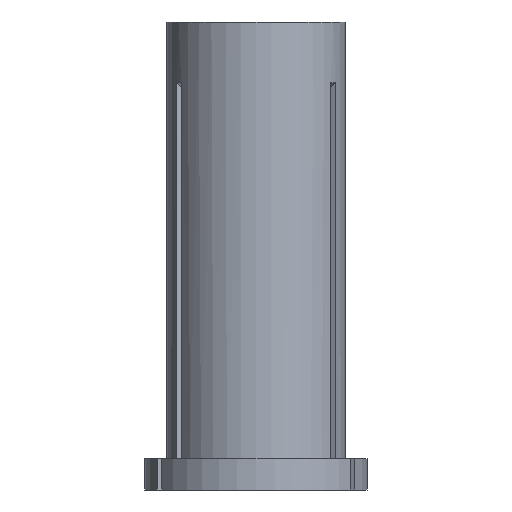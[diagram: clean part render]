
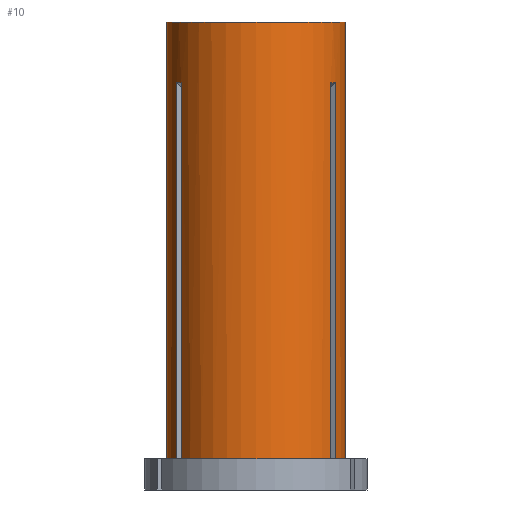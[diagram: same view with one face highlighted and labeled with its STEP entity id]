
A CAD part, front view. The second image highlights one B-rep face of the part: STEP entity #10.
In plain terms, the highlighted cylindrical face has radius 10 mm (diameter 20 mm), a partial arc.
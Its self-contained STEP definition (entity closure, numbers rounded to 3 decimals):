
#3 = EDGE_LOOP ( 'NONE', ( #174, #1025, #18, #742, #717, #1112, #703, #757, #769, #943, #936, #849 ) ) ;
#7 = CARTESIAN_POINT ( 'NONE',  ( 8.664, -5.002, -6.806 ) ) ;
#10 = ADVANCED_FACE ( 'NONE', ( #358 ), #373, .T. ) ;
#11 = CARTESIAN_POINT ( 'NONE',  ( 10., 0., 0. ) ) ;
#17 = LINE ( 'NONE', #296, #1095 ) ;
#18 = ORIENTED_EDGE ( 'NONE', *, *, #845, .T. ) ;
#29 = CARTESIAN_POINT ( 'NONE',  ( -8.399, -5.427, 0. ) ) ;
#30 = VECTOR ( 'NONE', #252, 1000. ) ;
#48 = VERTEX_POINT ( 'NONE', #1040 ) ;
#73 = AXIS2_PLACEMENT_3D ( 'NONE', #81, #380, #101 ) ;
#81 = CARTESIAN_POINT ( 'NONE',  ( 0., 0., -49. ) ) ;
#101 = DIRECTION ( 'NONE',  ( 1., 0., 0. ) ) ;
#107 = VERTEX_POINT ( 'NONE', #1087 ) ;
#114 = VERTEX_POINT ( 'NONE', #213 ) ;
#115 = AXIS2_PLACEMENT_3D ( 'NONE', #651, #214, #1030 ) ;
#167 = AXIS2_PLACEMENT_3D ( 'NONE', #1099, #520, #478 ) ;
#170 = CARTESIAN_POINT ( 'NONE',  ( -8.899, -4.561, -6.817 ) ) ;
#173 = DIRECTION ( 'NONE',  ( 0., 0., 1. ) ) ;
#174 = ORIENTED_EDGE ( 'NONE', *, *, #570, .F. ) ;
#178 = CARTESIAN_POINT ( 'NONE',  ( -8.744, -4.854, -6.809 ) ) ;
#193 = AXIS2_PLACEMENT_3D ( 'NONE', #501, #552, #758 ) ;
#206 = VERTEX_POINT ( 'NONE', #747 ) ;
#213 = CARTESIAN_POINT ( 'NONE',  ( 8.899, -4.561, -49. ) ) ;
#214 = DIRECTION ( 'NONE',  ( 0., 0., 1. ) ) ;
#228 = LINE ( 'NONE', #455, #611 ) ;
#241 = CARTESIAN_POINT ( 'NONE',  ( 0., 0., 0. ) ) ;
#252 = DIRECTION ( 'NONE',  ( 0., 0., 1. ) ) ;
#253 = CIRCLE ( 'NONE', #115, 10. ) ;
#262 = VERTEX_POINT ( 'NONE', #813 ) ;
#265 = EDGE_CURVE ( 'NONE', #926, #1001, #610, .T. ) ;
#278 = CARTESIAN_POINT ( 'NONE',  ( 8.899, -4.561, -6.817 ) ) ;
#287 = VERTEX_POINT ( 'NONE', #981 ) ;
#296 = CARTESIAN_POINT ( 'NONE',  ( 8.399, -5.427, 0. ) ) ;
#336 = EDGE_CURVE ( 'NONE', #262, #1128, #1013, .T. ) ;
#358 = FACE_OUTER_BOUND ( 'NONE', #3, .T. ) ;
#372 = DIRECTION ( 'NONE',  ( 0., 0., 1. ) ) ;
#373 = CYLINDRICAL_SURFACE ( 'NONE', #495, 10. ) ;
#380 = DIRECTION ( 'NONE',  ( 0., 0., 1. ) ) ;
#388 = DIRECTION ( 'NONE',  ( 0., 0., 1. ) ) ;
#411 = CARTESIAN_POINT ( 'NONE',  ( -8.578, -5.143, -6.809 ) ) ;
#412 = LINE ( 'NONE', #773, #30 ) ;
#417 = CARTESIAN_POINT ( 'NONE',  ( -8.899, -4.561, -6.817 ) ) ;
#452 = DIRECTION ( 'NONE',  ( 1., 0., 0. ) ) ;
#455 = CARTESIAN_POINT ( 'NONE',  ( 10., 0., 0. ) ) ;
#456 = VERTEX_POINT ( 'NONE', #11 ) ;
#457 = CARTESIAN_POINT ( 'NONE',  ( 8.823, -4.709, -6.812 ) ) ;
#465 = CARTESIAN_POINT ( 'NONE',  ( -8.399, -5.427, -6.817 ) ) ;
#472 = CARTESIAN_POINT ( 'NONE',  ( 8.899, -4.561, -6.817 ) ) ;
#478 = DIRECTION ( 'NONE',  ( 1., 0., 0. ) ) ;
#495 = AXIS2_PLACEMENT_3D ( 'NONE', #241, #689, #452 ) ;
#501 = CARTESIAN_POINT ( 'NONE',  ( 0., 0., 0. ) ) ;
#506 = EDGE_CURVE ( 'NONE', #48, #557, #960, .T. ) ;
#517 = VERTEX_POINT ( 'NONE', #1015 ) ;
#520 = DIRECTION ( 'NONE',  ( 0., 0., 1. ) ) ;
#540 = CARTESIAN_POINT ( 'NONE',  ( -8.899, -4.561, -49. ) ) ;
#552 = DIRECTION ( 'NONE',  ( 0., 0., 1. ) ) ;
#556 = EDGE_CURVE ( 'NONE', #107, #456, #575, .T. ) ;
#557 = VERTEX_POINT ( 'NONE', #540 ) ;
#559 = CARTESIAN_POINT ( 'NONE',  ( -8.824, -4.708, -6.812 ) ) ;
#570 = EDGE_CURVE ( 'NONE', #48, #107, #412, .T. ) ;
#575 = CIRCLE ( 'NONE', #193, 10. ) ;
#581 = CARTESIAN_POINT ( 'NONE',  ( -8.399, -5.427, -6.817 ) ) ;
#606 = EDGE_CURVE ( 'NONE', #114, #1128, #1053, .T. ) ;
#610 = B_SPLINE_CURVE_WITH_KNOTS ( 'NONE', 3,
 ( #417, #559, #178, #411, #735, #581 ),
 .UNSPECIFIED., .F., .F.,
 ( 4, 2, 4 ),
 ( 0.059, 0.059, 0.06 ),
 .UNSPECIFIED. ) ;
#611 = VECTOR ( 'NONE', #388, 1000. ) ;
#623 = EDGE_CURVE ( 'NONE', #114, #287, #253, .T. ) ;
#624 = CARTESIAN_POINT ( 'NONE',  ( 8.49, -5.287, -6.812 ) ) ;
#627 = LINE ( 'NONE', #29, #664 ) ;
#644 = EDGE_CURVE ( 'NONE', #206, #262, #17, .T. ) ;
#651 = CARTESIAN_POINT ( 'NONE',  ( 0., 0., -49. ) ) ;
#664 = VECTOR ( 'NONE', #372, 1000. ) ;
#689 = DIRECTION ( 'NONE',  ( 0., 0., 1. ) ) ;
#703 = ORIENTED_EDGE ( 'NONE', *, *, #644, .T. ) ;
#711 = EDGE_CURVE ( 'NONE', #517, #206, #1064, .T. ) ;
#712 = VECTOR ( 'NONE', #761, 1000. ) ;
#717 = ORIENTED_EDGE ( 'NONE', *, *, #883, .F. ) ;
#725 = CARTESIAN_POINT ( 'NONE',  ( 8.399, -5.427, -6.817 ) ) ;
#735 = CARTESIAN_POINT ( 'NONE',  ( -8.49, -5.286, -6.812 ) ) ;
#742 = ORIENTED_EDGE ( 'NONE', *, *, #265, .T. ) ;
#747 = CARTESIAN_POINT ( 'NONE',  ( 8.399, -5.427, -49. ) ) ;
#757 = ORIENTED_EDGE ( 'NONE', *, *, #336, .T. ) ;
#758 = DIRECTION ( 'NONE',  ( 1., 0., 0. ) ) ;
#761 = DIRECTION ( 'NONE',  ( 0., 0., 1. ) ) ;
#769 = ORIENTED_EDGE ( 'NONE', *, *, #606, .F. ) ;
#773 = CARTESIAN_POINT ( 'NONE',  ( -10., 0., 0. ) ) ;
#780 = CARTESIAN_POINT ( 'NONE',  ( -8.899, -4.561, 0. ) ) ;
#781 = VECTOR ( 'NONE', #862, 1000. ) ;
#813 = CARTESIAN_POINT ( 'NONE',  ( 8.399, -5.427, -6.817 ) ) ;
#845 = EDGE_CURVE ( 'NONE', #557, #926, #870, .T. ) ;
#849 = ORIENTED_EDGE ( 'NONE', *, *, #556, .F. ) ;
#862 = DIRECTION ( 'NONE',  ( 0., 0., 1. ) ) ;
#870 = LINE ( 'NONE', #780, #712 ) ;
#883 = EDGE_CURVE ( 'NONE', #517, #1001, #627, .T. ) ;
#926 = VERTEX_POINT ( 'NONE', #170 ) ;
#936 = ORIENTED_EDGE ( 'NONE', *, *, #1047, .T. ) ;
#943 = ORIENTED_EDGE ( 'NONE', *, *, #623, .T. ) ;
#960 = CIRCLE ( 'NONE', #167, 10. ) ;
#981 = CARTESIAN_POINT ( 'NONE',  ( 10., 0., -49. ) ) ;
#1001 = VERTEX_POINT ( 'NONE', #465 ) ;
#1002 = CARTESIAN_POINT ( 'NONE',  ( 8.899, -4.561, 0. ) ) ;
#1013 = B_SPLINE_CURVE_WITH_KNOTS ( 'NONE', 3,
 ( #725, #624, #7, #457, #472 ),
 .UNSPECIFIED., .F., .F.,
 ( 4, 1, 4 ),
 ( 0.064, 0.065, 0.065 ),
 .UNSPECIFIED. ) ;
#1015 = CARTESIAN_POINT ( 'NONE',  ( -8.399, -5.427, -49. ) ) ;
#1025 = ORIENTED_EDGE ( 'NONE', *, *, #506, .T. ) ;
#1030 = DIRECTION ( 'NONE',  ( 1., 0., 0. ) ) ;
#1040 = CARTESIAN_POINT ( 'NONE',  ( -10., 0., -49. ) ) ;
#1047 = EDGE_CURVE ( 'NONE', #287, #456, #228, .T. ) ;
#1053 = LINE ( 'NONE', #1002, #781 ) ;
#1064 = CIRCLE ( 'NONE', #73, 10. ) ;
#1087 = CARTESIAN_POINT ( 'NONE',  ( -10., 0., 0. ) ) ;
#1095 = VECTOR ( 'NONE', #173, 1000. ) ;
#1099 = CARTESIAN_POINT ( 'NONE',  ( 0., 0., -49. ) ) ;
#1112 = ORIENTED_EDGE ( 'NONE', *, *, #711, .T. ) ;
#1128 = VERTEX_POINT ( 'NONE', #278 ) ;
